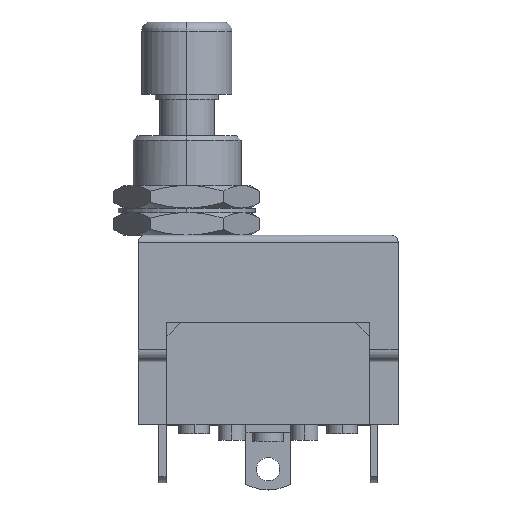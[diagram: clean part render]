
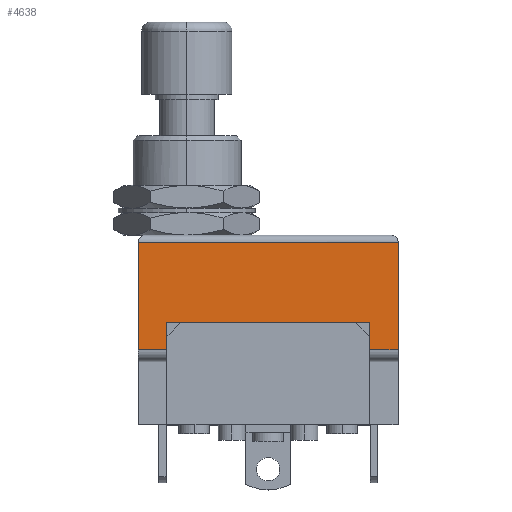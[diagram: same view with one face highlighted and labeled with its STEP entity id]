
A CAD part, top view. The second image highlights one B-rep face of the part: STEP entity #4638.
In plain terms, the highlighted planar face has unit normal (0, 0, 1).
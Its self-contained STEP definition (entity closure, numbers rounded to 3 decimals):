
#168 = VERTEX_POINT ( 'NONE', #6153 ) ;
#195 = VERTEX_POINT ( 'NONE', #5049 ) ;
#223 = CARTESIAN_POINT ( 'NONE',  ( -11.23, -11.9, 7.9 ) ) ;
#276 = EDGE_CURVE ( 'NONE', #1051, #195, #4480, .T. ) ;
#317 = VECTOR ( 'NONE', #1999, 1000. ) ;
#351 = VECTOR ( 'NONE', #6114, 1000. ) ;
#382 = EDGE_LOOP ( 'NONE', ( #2435, #2803, #5000, #7648, #1858, #5016, #2986, #1001 ) ) ;
#660 = CARTESIAN_POINT ( 'NONE',  ( -14.4, 0.8, 7.9 ) ) ;
#1001 = ORIENTED_EDGE ( 'NONE', *, *, #3044, .T. ) ;
#1051 = VERTEX_POINT ( 'NONE', #6723 ) ;
#1154 = EDGE_CURVE ( 'NONE', #5151, #168, #5037, .T. ) ;
#1242 = CARTESIAN_POINT ( 'NONE',  ( 14.4, 0.8, 7.9 ) ) ;
#1468 = VECTOR ( 'NONE', #2498, 1000. ) ;
#1615 = CARTESIAN_POINT ( 'NONE',  ( -11.23, -11.9, 7.9 ) ) ;
#1673 = DIRECTION ( 'NONE',  ( 0., -1., 0. ) ) ;
#1736 = DIRECTION ( 'NONE',  ( 0., 0., 1. ) ) ;
#1762 = DIRECTION ( 'NONE',  ( 1., 0., 0. ) ) ;
#1815 = VERTEX_POINT ( 'NONE', #2667 ) ;
#1858 = ORIENTED_EDGE ( 'NONE', *, *, #276, .F. ) ;
#1999 = DIRECTION ( 'NONE',  ( -1., 0., 0. ) ) ;
#2086 = EDGE_CURVE ( 'NONE', #168, #5861, #3812, .T. ) ;
#2283 = CARTESIAN_POINT ( 'NONE',  ( 11.23, -11.9, 7.9 ) ) ;
#2312 = CARTESIAN_POINT ( 'NONE',  ( 0., 0., 7.9 ) ) ;
#2331 = AXIS2_PLACEMENT_3D ( 'NONE', #2312, #1736, #7567 ) ;
#2435 = ORIENTED_EDGE ( 'NONE', *, *, #3630, .F. ) ;
#2498 = DIRECTION ( 'NONE',  ( 0., -1., 0. ) ) ;
#2667 = CARTESIAN_POINT ( 'NONE',  ( 11.23, -11.9, 7.9 ) ) ;
#2731 = LINE ( 'NONE', #4660, #6817 ) ;
#2803 = ORIENTED_EDGE ( 'NONE', *, *, #1154, .T. ) ;
#2986 = ORIENTED_EDGE ( 'NONE', *, *, #5924, .T. ) ;
#2992 = VECTOR ( 'NONE', #3587, 1000. ) ;
#3044 = EDGE_CURVE ( 'NONE', #1815, #4086, #4991, .T. ) ;
#3188 = VECTOR ( 'NONE', #6862, 1000. ) ;
#3587 = DIRECTION ( 'NONE',  ( 0., -1., 0. ) ) ;
#3630 = EDGE_CURVE ( 'NONE', #5151, #4086, #6655, .T. ) ;
#3741 = LINE ( 'NONE', #5895, #5709 ) ;
#3812 = LINE ( 'NONE', #660, #2992 ) ;
#4086 = VERTEX_POINT ( 'NONE', #5920 ) ;
#4326 = CARTESIAN_POINT ( 'NONE',  ( 0., 0., 7.9 ) ) ;
#4413 = CARTESIAN_POINT ( 'NONE',  ( 14.4, 0., 7.9 ) ) ;
#4480 = LINE ( 'NONE', #1615, #3188 ) ;
#4638 = ADVANCED_FACE ( 'NONE', ( #5349 ), #7028, .T. ) ;
#4660 = CARTESIAN_POINT ( 'NONE',  ( 0., -8.9, 7.9 ) ) ;
#4687 = DIRECTION ( 'NONE',  ( 1., 0., 0. ) ) ;
#4697 = CARTESIAN_POINT ( 'NONE',  ( -14.4, -11.9, 7.9 ) ) ;
#4741 = EDGE_CURVE ( 'NONE', #1051, #5256, #2731, .T. ) ;
#4991 = LINE ( 'NONE', #2283, #5748 ) ;
#5000 = ORIENTED_EDGE ( 'NONE', *, *, #2086, .T. ) ;
#5016 = ORIENTED_EDGE ( 'NONE', *, *, #4741, .T. ) ;
#5037 = LINE ( 'NONE', #4326, #317 ) ;
#5049 = CARTESIAN_POINT ( 'NONE',  ( -11.23, -11.9, 7.9 ) ) ;
#5151 = VERTEX_POINT ( 'NONE', #4413 ) ;
#5256 = VERTEX_POINT ( 'NONE', #6831 ) ;
#5349 = FACE_OUTER_BOUND ( 'NONE', #382, .T. ) ;
#5709 = VECTOR ( 'NONE', #1673, 1000. ) ;
#5748 = VECTOR ( 'NONE', #1762, 1000. ) ;
#5861 = VERTEX_POINT ( 'NONE', #4697 ) ;
#5895 = CARTESIAN_POINT ( 'NONE',  ( 11.23, -11.9, 7.9 ) ) ;
#5920 = CARTESIAN_POINT ( 'NONE',  ( 14.4, -11.9, 7.9 ) ) ;
#5924 = EDGE_CURVE ( 'NONE', #5256, #1815, #3741, .T. ) ;
#6114 = DIRECTION ( 'NONE',  ( -1., 0., 0. ) ) ;
#6153 = CARTESIAN_POINT ( 'NONE',  ( -14.4, 0., 7.9 ) ) ;
#6655 = LINE ( 'NONE', #1242, #1468 ) ;
#6723 = CARTESIAN_POINT ( 'NONE',  ( -11.23, -8.9, 7.9 ) ) ;
#6749 = EDGE_CURVE ( 'NONE', #195, #5861, #6754, .T. ) ;
#6754 = LINE ( 'NONE', #223, #351 ) ;
#6817 = VECTOR ( 'NONE', #4687, 1000. ) ;
#6831 = CARTESIAN_POINT ( 'NONE',  ( 11.23, -8.9, 7.9 ) ) ;
#6862 = DIRECTION ( 'NONE',  ( 0., -1., 0. ) ) ;
#7028 = PLANE ( 'NONE',  #2331 ) ;
#7567 = DIRECTION ( 'NONE',  ( 1., 0., 0. ) ) ;
#7648 = ORIENTED_EDGE ( 'NONE', *, *, #6749, .F. ) ;
